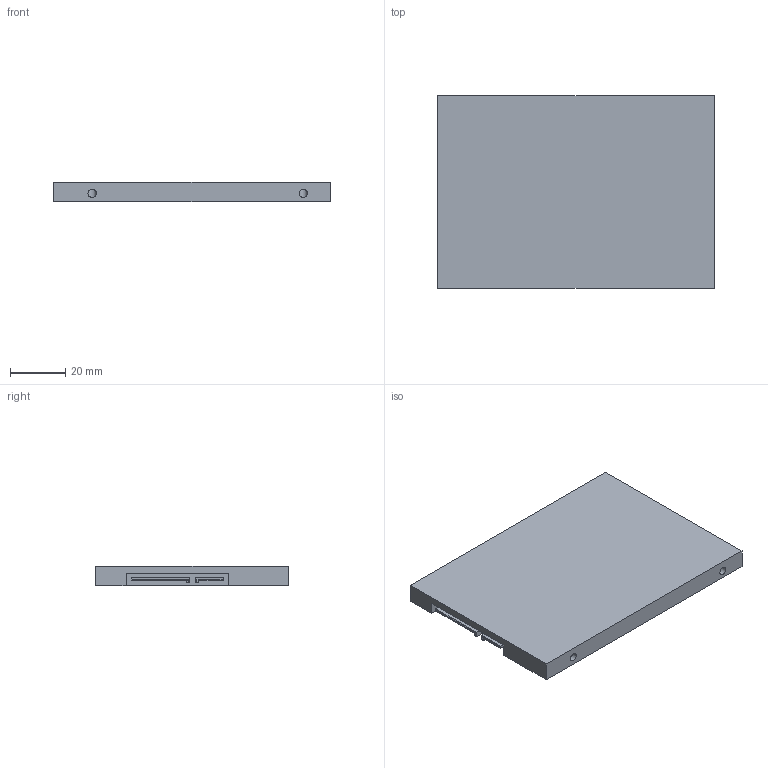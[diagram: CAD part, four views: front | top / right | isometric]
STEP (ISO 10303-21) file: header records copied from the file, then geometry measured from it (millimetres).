
FILE_DESCRIPTION(('FreeCAD Model'),'2;1');
FILE_NAME('2-5inch-Disk-Drive-7mm-SATA.step', '2015-03-05T23:29:32',('FreeCAD'),('FreeCAD'), 'Open CASCADE STEP processor 6.7','FreeCAD','Unknown');
FILE_SCHEMA(('AUTOMOTIVE_DESIGN_CC2 { 1 2 10303 214 -1 1 5 4 }'));
Length unit declared in the file: millimetre
Products named in the file (1): Pocket003
Bounding box: 100.45 x 69.85 x 7 mm (x, y, z)
Volume: 48239.9 mm3; surface area: 17028.3 mm2
Topology: 1 solids, 1 shells, 72 faces, 168 edges, 100 vertices
Faces by surface type: plane 48, cylinder 24
Full cylindrical faces by diameter (mm): 3 x8
Entity records: 4717 total; most frequent: CARTESIAN_POINT 1357, DIRECTION 606, ORIENTED_EDGE 336, LINE 336, VECTOR 336, PCURVE 336, DEFINITIONAL_REPRESENTATION 336, EDGE_CURVE 168
